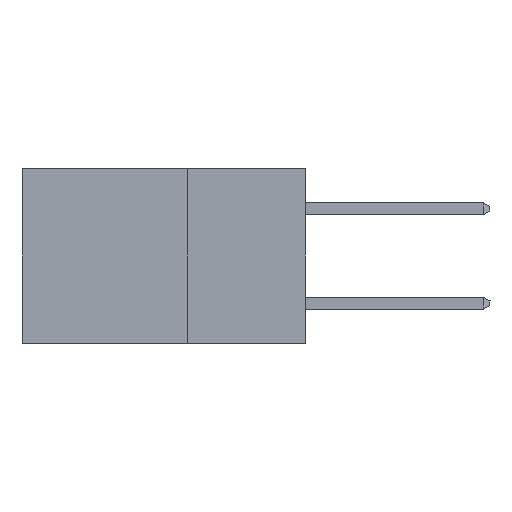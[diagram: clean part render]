
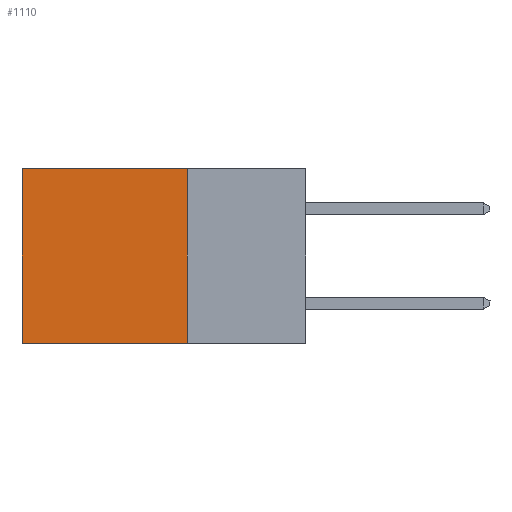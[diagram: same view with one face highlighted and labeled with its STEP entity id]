
A CAD part, left-side view. The second image highlights one B-rep face of the part: STEP entity #1110.
In plain terms, the highlighted planar face has unit normal (-1, 0, 0).
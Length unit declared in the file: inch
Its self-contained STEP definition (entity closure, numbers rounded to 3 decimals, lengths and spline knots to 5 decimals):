
#1110 = ADVANCED_FACE ( 'NONE', ( #12588 ), #15298, .F. ) ;
#1994 = CARTESIAN_POINT ( 'NONE',  ( 0.298, 0.25, 0. ) ) ;
#2275 = CARTESIAN_POINT ( 'NONE',  ( 0.298, 0.6, -0.37 ) ) ;
#2420 = CARTESIAN_POINT ( 'NONE',  ( 0.298, 0.25, 0. ) ) ;
#3366 = CARTESIAN_POINT ( 'NONE',  ( 0.298, 0.25, 0. ) ) ;
#3387 = ORIENTED_EDGE ( 'NONE', *, *, #13281, .T. ) ;
#3757 = EDGE_CURVE ( 'NONE', #14376, #14213, #11334, .T. ) ;
#3922 = AXIS2_PLACEMENT_3D ( 'NONE', #1994, #10436, #11523 ) ;
#5285 = VECTOR ( 'NONE', #8622, 39.37008 ) ;
#6624 = ORIENTED_EDGE ( 'NONE', *, *, #11232, .F. ) ;
#7372 = EDGE_CURVE ( 'NONE', #13643, #15332, #11576, .T. ) ;
#8390 = VECTOR ( 'NONE', #8829, 39.37008 ) ;
#8622 = DIRECTION ( 'NONE',  ( 0., 1., 0. ) ) ;
#8806 = DIRECTION ( 'NONE',  ( 0., 1., 0. ) ) ;
#8829 = DIRECTION ( 'NONE',  ( 0., 0., -1. ) ) ;
#9144 = LINE ( 'NONE', #13571, #14876 ) ;
#10139 = CARTESIAN_POINT ( 'NONE',  ( 0.298, 0.25, -0.37 ) ) ;
#10436 = DIRECTION ( 'NONE',  ( 1., 0., 0. ) ) ;
#11232 = EDGE_CURVE ( 'NONE', #15332, #14213, #9144, .T. ) ;
#11334 = LINE ( 'NONE', #12794, #14407 ) ;
#11523 = DIRECTION ( 'NONE',  ( 0., 0., -1. ) ) ;
#11576 = LINE ( 'NONE', #13600, #8390 ) ;
#11651 = DIRECTION ( 'NONE',  ( 0., 0., -1. ) ) ;
#12224 = ORIENTED_EDGE ( 'NONE', *, *, #7372, .F. ) ;
#12588 = FACE_OUTER_BOUND ( 'NONE', #14986, .T. ) ;
#12794 = CARTESIAN_POINT ( 'NONE',  ( 0.298, 0.6, 0. ) ) ;
#13281 = EDGE_CURVE ( 'NONE', #13643, #14376, #15548, .T. ) ;
#13476 = CARTESIAN_POINT ( 'NONE',  ( 0.298, 0.6, 0. ) ) ;
#13571 = CARTESIAN_POINT ( 'NONE',  ( 0.298, 0.25, -0.37 ) ) ;
#13600 = CARTESIAN_POINT ( 'NONE',  ( 0.298, 0.25, 0. ) ) ;
#13643 = VERTEX_POINT ( 'NONE', #3366 ) ;
#14213 = VERTEX_POINT ( 'NONE', #2275 ) ;
#14376 = VERTEX_POINT ( 'NONE', #13476 ) ;
#14407 = VECTOR ( 'NONE', #11651, 39.37008 ) ;
#14586 = ORIENTED_EDGE ( 'NONE', *, *, #3757, .T. ) ;
#14876 = VECTOR ( 'NONE', #8806, 39.37008 ) ;
#14986 = EDGE_LOOP ( 'NONE', ( #14586, #6624, #12224, #3387 ) ) ;
#15298 = PLANE ( 'NONE',  #3922 ) ;
#15332 = VERTEX_POINT ( 'NONE', #10139 ) ;
#15548 = LINE ( 'NONE', #2420, #5285 ) ;
